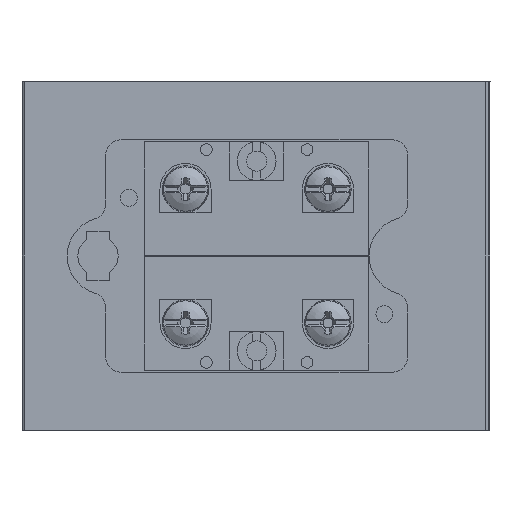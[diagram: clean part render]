
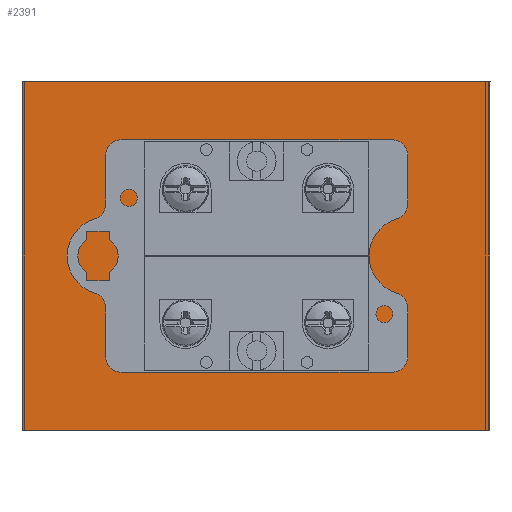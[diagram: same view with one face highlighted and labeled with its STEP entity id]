
A CAD part, left-side view. The second image highlights one B-rep face of the part: STEP entity #2391.
In plain terms, the highlighted planar face has unit normal (-1, 0, 0).
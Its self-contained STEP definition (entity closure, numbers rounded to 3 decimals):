
#2219=CARTESIAN_POINT('',(-15.704,-32.725,11.25));
#2220=VERTEX_POINT('',#2219);
#2221=CARTESIAN_POINT('',(-15.704,-32.725,22.5));
#2222=DIRECTION('',(1.0,0.0,0.0));
#2223=DIRECTION('',(0.0,0.0,1.0));
#2224=AXIS2_PLACEMENT_3D('',#2221,#2222,#2223);
#2225=CIRCLE('',#2224,11.25);
#2226=EDGE_CURVE('',#2220,#2220,#2225,.T.);
#2253=CARTESIAN_POINT('',(-15.704,-2.725,45.0));
#2254=VERTEX_POINT('',#2253);
#2273=CARTESIAN_POINT('',(-15.704,-2.725,0.0));
#2274=VERTEX_POINT('',#2273);
#2283=CARTESIAN_POINT('',(-15.704,-2.725,0.0));
#2284=DIRECTION('',(0.0,0.0,1.0));
#2285=VECTOR('',#2284,45.0);
#2286=LINE('',#2283,#2285);
#2287=EDGE_CURVE('',#2274,#2254,#2286,.T.);
#2337=CARTESIAN_POINT('',(-15.704,-62.725,45.0));
#2338=VERTEX_POINT('',#2337);
#2347=CARTESIAN_POINT('',(-15.704,-62.725,0.0));
#2348=VERTEX_POINT('',#2347);
#2349=CARTESIAN_POINT('',(-15.704,-62.725,0.0));
#2350=DIRECTION('',(0.0,0.0,1.0));
#2351=VECTOR('',#2350,45.0);
#2352=LINE('',#2349,#2351);
#2353=EDGE_CURVE('',#2348,#2338,#2352,.T.);
#2367=CARTESIAN_POINT('',(-15.704,-62.725,0.0));
#2368=DIRECTION('',(-1.0,0.0,0.0));
#2369=DIRECTION('',(0.0,0.0,1.0));
#2370=AXIS2_PLACEMENT_3D('',#2367,#2368,#2369);
#2371=PLANE('',#2370);
#2372=CARTESIAN_POINT('',(-15.704,-62.725,45.0));
#2373=DIRECTION('',(0.0,1.0,0.0));
#2374=VECTOR('',#2373,60.0);
#2375=LINE('',#2372,#2374);
#2376=EDGE_CURVE('',#2338,#2254,#2375,.T.);
#2377=ORIENTED_EDGE('',*,*,#2376,.T.);
#2378=ORIENTED_EDGE('',*,*,#2287,.F.);
#2379=CARTESIAN_POINT('',(-15.704,-2.725,0.0));
#2380=DIRECTION('',(0.0,-1.0,0.0));
#2381=VECTOR('',#2380,60.0);
#2382=LINE('',#2379,#2381);
#2383=EDGE_CURVE('',#2274,#2348,#2382,.T.);
#2384=ORIENTED_EDGE('',*,*,#2383,.T.);
#2385=ORIENTED_EDGE('',*,*,#2353,.T.);
#2386=EDGE_LOOP('',(#2377,#2378,#2384,#2385));
#2387=FACE_OUTER_BOUND('',#2386,.T.);
#2388=ORIENTED_EDGE('',*,*,#2226,.T.);
#2389=EDGE_LOOP('',(#2388));
#2390=FACE_BOUND('',#2389,.T.);
#2391=ADVANCED_FACE('',(#2387,#2390),#2371,.T.);
